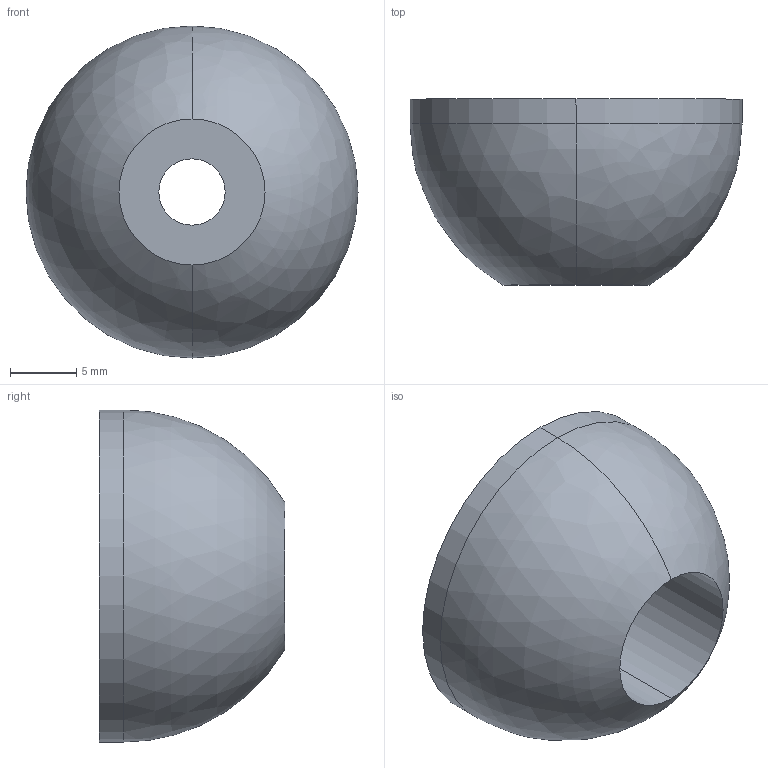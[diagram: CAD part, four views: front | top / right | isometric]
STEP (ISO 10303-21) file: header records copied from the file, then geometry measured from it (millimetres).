
FILE_DESCRIPTION( (''), '2;1');
FILE_NAME ('PC50.8404.TM_SK_2519_14057.stp','2019-12-20T12:49:41',(''),(''),'spGate 15.6.1','','');
FILE_SCHEMA (('AUTOMOTIVE_DESIGN'));
Length unit declared in the file: millimetre
Products named in the file (3): Assembly; rubber foot; washer
Assembly tree (2 placements, depth 2):
  Assembly
    rubber foot
    washer
Bounding box: 25 x 14 x 25 mm (x, y, z)
Volume: 4284.4 mm3; surface area: 2468.5 mm2
Topology: 2 solids, 2 shells, 19 faces, 38 edges, 24 vertices
Faces by surface type: cylinder 12, plane 5, bspline 2
Entity records: 926 total; most frequent: CARTESIAN_POINT 131, DIRECTION 94, ORIENTED_EDGE 76, COLOUR_RGB 59, PRESENTATION_STYLE_ASSIGNMENT 59, STYLED_ITEM 59, AXIS2_PLACEMENT_3D 47, EDGE_CURVE 38
